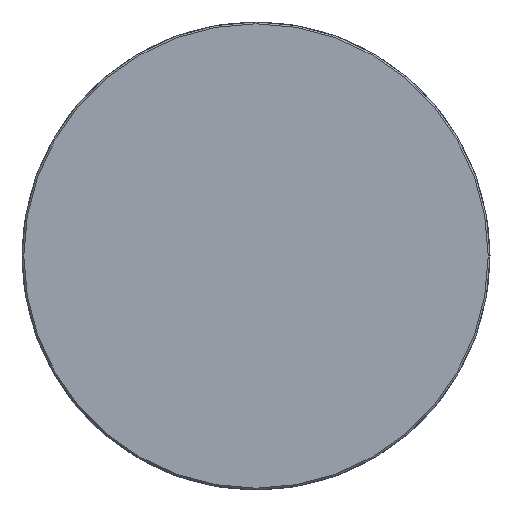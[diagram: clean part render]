
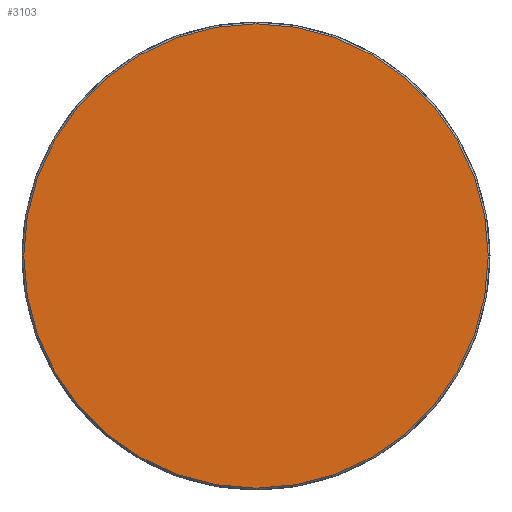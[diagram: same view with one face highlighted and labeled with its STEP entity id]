
A CAD part, left-side view. The second image highlights one B-rep face of the part: STEP entity #3103.
In plain terms, the highlighted planar face has unit normal (-1, 0, 0).
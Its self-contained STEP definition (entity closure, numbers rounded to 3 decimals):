
#75 = CARTESIAN_POINT ( 'NONE',  ( -250.3, -130.548, 130.548 ) ) ;
#378 = AXIS2_PLACEMENT_3D ( 'NONE', #1593, #4743, #791 ) ;
#791 = DIRECTION ( 'NONE',  ( 0., 1., 0. ) ) ;
#849 = DIRECTION ( 'NONE',  ( 1., 0., 0. ) ) ;
#1123 = EDGE_CURVE ( 'NONE', #4077, #1686, #4203, .T. ) ;
#1582 = ORIENTED_EDGE ( 'NONE', *, *, #3078, .T. ) ;
#1593 = CARTESIAN_POINT ( 'NONE',  ( -250.3, 0., 0. ) ) ;
#1618 = PLANE ( 'NONE',  #3376 ) ;
#1686 = VERTEX_POINT ( 'NONE', #4730 ) ;
#1810 = ORIENTED_EDGE ( 'NONE', *, *, #1123, .T. ) ;
#2445 = DIRECTION ( 'NONE',  ( 0., 0., -1. ) ) ;
#3052 = FACE_OUTER_BOUND ( 'NONE', #3311, .T. ) ;
#3078 = EDGE_CURVE ( 'NONE', #1686, #4077, #4781, .T. ) ;
#3103 = ADVANCED_FACE ( 'NONE', ( #3052 ), #1618, .F. ) ;
#3311 = EDGE_LOOP ( 'NONE', ( #1582, #1810 ) ) ;
#3376 = AXIS2_PLACEMENT_3D ( 'NONE', #75, #849, #2445 ) ;
#3578 = DIRECTION ( 'NONE',  ( 0., 1., 0. ) ) ;
#4077 = VERTEX_POINT ( 'NONE', #4371 ) ;
#4203 = CIRCLE ( 'NONE', #378, 129. ) ;
#4371 = CARTESIAN_POINT ( 'NONE',  ( -250.3, -129., 0. ) ) ;
#4730 = CARTESIAN_POINT ( 'NONE',  ( -250.3, 129., 0. ) ) ;
#4743 = DIRECTION ( 'NONE',  ( -1., 0., 0. ) ) ;
#4762 = CARTESIAN_POINT ( 'NONE',  ( -250.3, 0., 0. ) ) ;
#4781 = CIRCLE ( 'NONE', #4872, 129. ) ;
#4802 = DIRECTION ( 'NONE',  ( -1., 0., 0. ) ) ;
#4872 = AXIS2_PLACEMENT_3D ( 'NONE', #4762, #4802, #3578 ) ;
